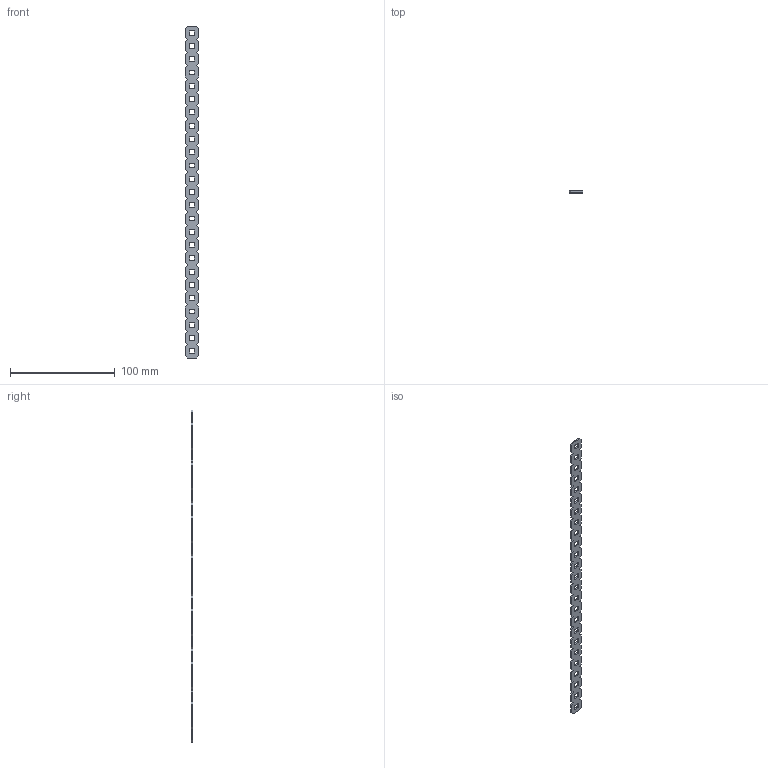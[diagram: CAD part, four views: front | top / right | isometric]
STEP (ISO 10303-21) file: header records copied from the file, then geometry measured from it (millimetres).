
FILE_DESCRIPTION(/* description */ (''),/* implementation_level */ '2;1');
FILE_NAME(/* name */ 'Aluminum Bar 1x25.ipt.step',/* time_stamp */ '2020-04-16T23:04:22-04:00',/* author */ ('Jordan'),/* organization */ (''),/* preprocessor_version */ 'ST-DEVELOPER v17',/* originating_system */ 'Autodesk Inventor 2019',/* authorisation */ '');
FILE_SCHEMA (('AUTOMOTIVE_DESIGN { 1 0 10303 214 3 1 1 }'));
Length unit declared in the file: inch
Products named in the file (1): Aluminum Bar 1x25
Bounding box: 12.7 x 1.42 x 317.5 mm (x, y, z)
Volume: 4691.4 mm3; surface area: 8266.5 mm2
Topology: 1 solids, 1 shells, 402 faces, 1628 edges, 1631 vertices
Faces by surface type: plane 254, cylinder 148
Entity records: 16155 total; most frequent: CARTESIAN_POINT 3382, DIRECTION 2648, ORIENTED_EDGE 2400, EDGE_CURVE 1200, LINE 904, VECTOR 904, AXIS2_PLACEMENT_3D 872, VERTEX_POINT 800
